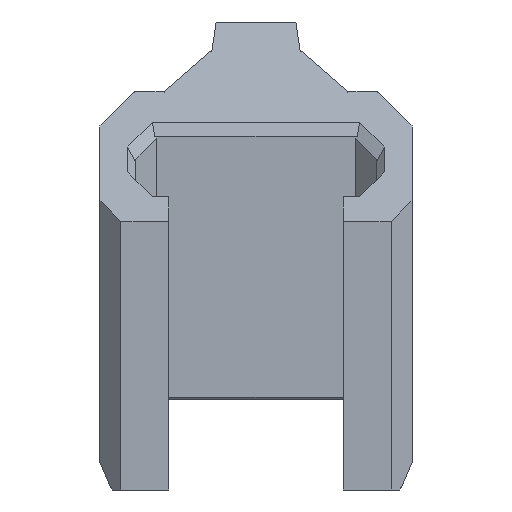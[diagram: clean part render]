
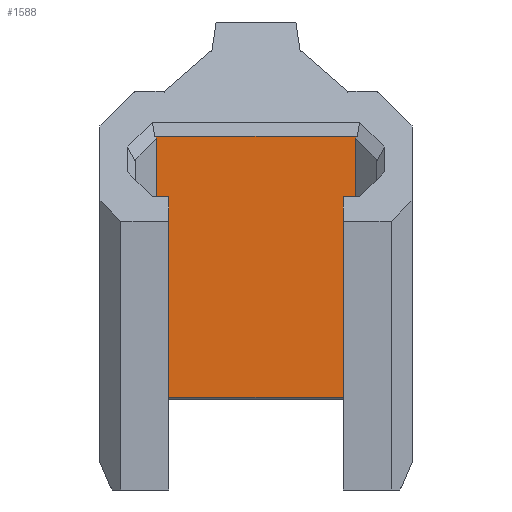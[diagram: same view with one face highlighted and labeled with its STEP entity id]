
A CAD part, front view. The second image highlights one B-rep face of the part: STEP entity #1588.
In plain terms, the highlighted planar face has unit normal (0, -1, 0).
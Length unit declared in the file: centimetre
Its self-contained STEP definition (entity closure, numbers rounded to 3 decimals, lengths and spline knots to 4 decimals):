
#100=VERTEX_POINT('',#2176);
#101=VERTEX_POINT('',#2178);
#114=VERTEX_POINT('',#2211);
#116=VERTEX_POINT('',#2217);
#132=VERTEX_POINT('',#2259);
#134=VERTEX_POINT('',#2266);
#135=VERTEX_POINT('',#2268);
#136=VERTEX_POINT('',#2270);
#272=VECTOR('',#1800,1.);
#290=VECTOR('',#1822,1.);
#292=VECTOR('',#1825,1.);
#311=VECTOR('',#1851,1.);
#314=VECTOR('',#1857,1.);
#315=VECTOR('',#1858,1.);
#316=VECTOR('',#1859,1.);
#317=VECTOR('',#1860,1.);
#492=LINE('',#2177,#272);
#510=LINE('',#2213,#290);
#512=LINE('',#2218,#292);
#531=LINE('',#2258,#311);
#534=LINE('',#2265,#314);
#535=LINE('',#2267,#315);
#536=LINE('',#2269,#316);
#537=LINE('',#2271,#317);
#714=EDGE_CURVE('',#100,#101,#492,.T.);
#732=EDGE_CURVE('',#101,#114,#510,.T.);
#734=EDGE_CURVE('',#116,#100,#512,.T.);
#755=EDGE_CURVE('',#114,#132,#531,.T.);
#759=EDGE_CURVE('',#134,#116,#534,.T.);
#760=EDGE_CURVE('',#135,#134,#535,.T.);
#761=EDGE_CURVE('',#136,#135,#536,.T.);
#762=EDGE_CURVE('',#132,#136,#537,.T.);
#1035=ORIENTED_EDGE('',*,*,#714,.F.);
#1036=ORIENTED_EDGE('',*,*,#734,.F.);
#1037=ORIENTED_EDGE('',*,*,#759,.F.);
#1038=ORIENTED_EDGE('',*,*,#760,.F.);
#1039=ORIENTED_EDGE('',*,*,#761,.F.);
#1040=ORIENTED_EDGE('',*,*,#762,.F.);
#1041=ORIENTED_EDGE('',*,*,#755,.F.);
#1042=ORIENTED_EDGE('',*,*,#732,.F.);
#1414=EDGE_LOOP('',(#1035,#1036,#1037,#1038,#1039,#1040,#1041,#1042));
#1501=FACE_BOUND('',#1414,.T.);
#1588=ADVANCED_FACE('',(#1501),#2696,.F.);
#1673=AXIS2_PLACEMENT_3D('',#2264,#1856,$);
#1800=DIRECTION('',(1.,0.,0.));
#1822=DIRECTION('',(-0.707,0.,-0.707));
#1825=DIRECTION('',(-0.707,0.,0.707));
#1851=DIRECTION('',(0.,0.,-1.));
#1856=DIRECTION('',(0.,1.,0.));
#1857=DIRECTION('',(0.,0.,1.));
#1858=DIRECTION('',(0.707,0.,0.707));
#1859=DIRECTION('',(-1.,0.,0.));
#1860=DIRECTION('',(0.707,0.,-0.707));
#2176=CARTESIAN_POINT('',(-0.9264,4.6641,29.9085));
#2177=CARTESIAN_POINT('',(-1.2643,4.6641,29.9085));
#2178=CARTESIAN_POINT('',(0.9264,4.6641,29.9085));
#2211=CARTESIAN_POINT('',(0.9093,4.6641,29.8914));
#2213=CARTESIAN_POINT('',(1.5947,4.6641,30.5768));
#2217=CARTESIAN_POINT('',(-0.9093,4.6641,29.8914));
#2218=CARTESIAN_POINT('',(-2.1446,4.6641,31.1267));
#2258=CARTESIAN_POINT('',(0.9093,4.6641,34.5488));
#2259=CARTESIAN_POINT('',(0.9093,4.6641,27.538));
#2264=CARTESIAN_POINT('',(-1.0998,4.6641,34.5488));
#2265=CARTESIAN_POINT('',(-0.9093,4.6641,34.5488));
#2266=CARTESIAN_POINT('',(-0.9093,4.6641,27.538));
#2267=CARTESIAN_POINT('',(1.4606,4.6641,29.9079));
#2268=CARTESIAN_POINT('',(-0.9264,4.6641,27.5209));
#2269=CARTESIAN_POINT('',(-1.2643,4.6641,27.5209));
#2270=CARTESIAN_POINT('',(0.9264,4.6641,27.5209));
#2271=CARTESIAN_POINT('',(-2.2486,4.6641,30.696));
#2696=PLANE('',#1673);
